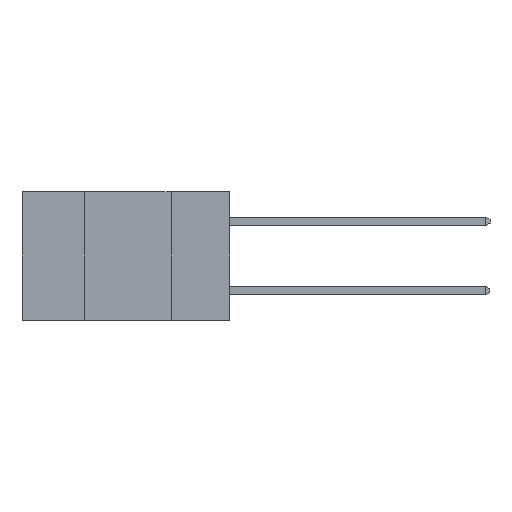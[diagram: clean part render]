
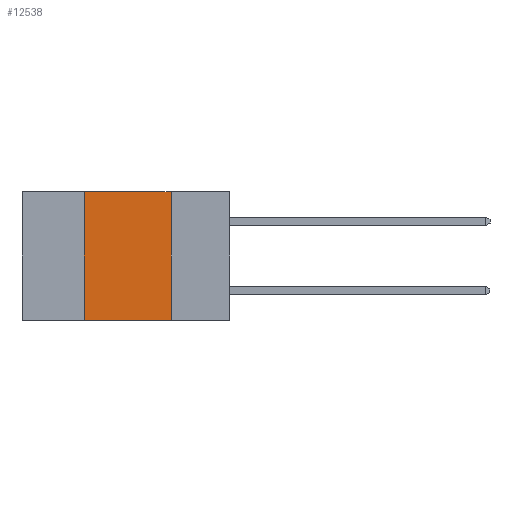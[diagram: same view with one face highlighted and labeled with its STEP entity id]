
A CAD part, left-side view. The second image highlights one B-rep face of the part: STEP entity #12538.
In plain terms, the highlighted planar face has unit normal (-1, 0, 0).
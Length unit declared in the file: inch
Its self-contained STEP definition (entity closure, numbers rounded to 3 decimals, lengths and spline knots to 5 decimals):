
#585 = VECTOR ( 'NONE', #1237, 39.37008 ) ;
#809 = VECTOR ( 'NONE', #12250, 39.37008 ) ;
#851 = VECTOR ( 'NONE', #11593, 39.37008 ) ;
#1096 = FACE_OUTER_BOUND ( 'NONE', #4851, .T. ) ;
#1237 = DIRECTION ( 'NONE',  ( 0., -1., 0. ) ) ;
#1577 = PLANE ( 'NONE',  #12452 ) ;
#2283 = EDGE_CURVE ( 'NONE', #7973, #9877, #13660, .T. ) ;
#2834 = CARTESIAN_POINT ( 'NONE',  ( 0., 0.6, 0. ) ) ;
#4277 = DIRECTION ( 'NONE',  ( 1., 0., 0. ) ) ;
#4364 = CARTESIAN_POINT ( 'NONE',  ( 0., 0.42, 0. ) ) ;
#4851 = EDGE_LOOP ( 'NONE', ( #9591, #11225, #11756, #9487 ) ) ;
#5887 = CARTESIAN_POINT ( 'NONE',  ( 0., 0.17, 0. ) ) ;
#6558 = VERTEX_POINT ( 'NONE', #4364 ) ;
#7973 = VERTEX_POINT ( 'NONE', #14997 ) ;
#8249 = CARTESIAN_POINT ( 'NONE',  ( 0., 0.6, -0.37 ) ) ;
#8470 = VERTEX_POINT ( 'NONE', #9648 ) ;
#9224 = EDGE_CURVE ( 'NONE', #6558, #8470, #11177, .T. ) ;
#9487 = ORIENTED_EDGE ( 'NONE', *, *, #2283, .T. ) ;
#9591 = ORIENTED_EDGE ( 'NONE', *, *, #11443, .F. ) ;
#9648 = CARTESIAN_POINT ( 'NONE',  ( 0., 0.17, 0. ) ) ;
#9877 = VERTEX_POINT ( 'NONE', #16993 ) ;
#10665 = LINE ( 'NONE', #5887, #11518 ) ;
#11177 = LINE ( 'NONE', #17013, #585 ) ;
#11225 = ORIENTED_EDGE ( 'NONE', *, *, #9224, .F. ) ;
#11443 = EDGE_CURVE ( 'NONE', #8470, #9877, #10665, .T. ) ;
#11518 = VECTOR ( 'NONE', #15053, 39.37008 ) ;
#11593 = DIRECTION ( 'NONE',  ( 0., -1., 0. ) ) ;
#11756 = ORIENTED_EDGE ( 'NONE', *, *, #16669, .F. ) ;
#11814 = LINE ( 'NONE', #14818, #809 ) ;
#12250 = DIRECTION ( 'NONE',  ( 0., 0., 1. ) ) ;
#12452 = AXIS2_PLACEMENT_3D ( 'NONE', #2834, #4277, #13439 ) ;
#12538 = ADVANCED_FACE ( 'NONE', ( #1096 ), #1577, .F. ) ;
#13439 = DIRECTION ( 'NONE',  ( 0., 0., -1. ) ) ;
#13660 = LINE ( 'NONE', #8249, #851 ) ;
#14818 = CARTESIAN_POINT ( 'NONE',  ( 0., 0.42, 0. ) ) ;
#14997 = CARTESIAN_POINT ( 'NONE',  ( 0., 0.42, -0.37 ) ) ;
#15053 = DIRECTION ( 'NONE',  ( 0., 0., -1. ) ) ;
#16669 = EDGE_CURVE ( 'NONE', #7973, #6558, #11814, .T. ) ;
#16993 = CARTESIAN_POINT ( 'NONE',  ( 0., 0.17, -0.37 ) ) ;
#17013 = CARTESIAN_POINT ( 'NONE',  ( 0., 0.6, 0. ) ) ;
